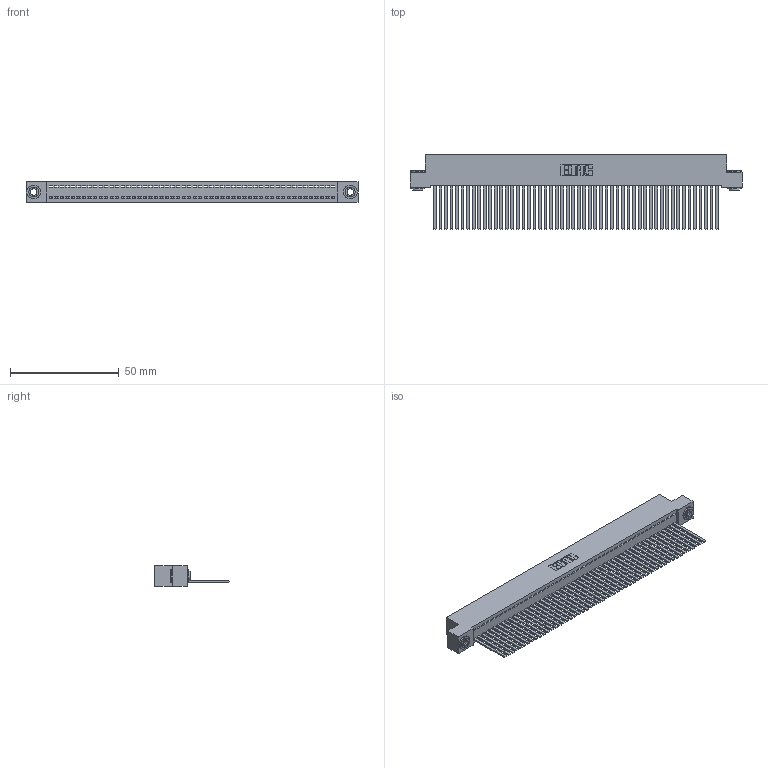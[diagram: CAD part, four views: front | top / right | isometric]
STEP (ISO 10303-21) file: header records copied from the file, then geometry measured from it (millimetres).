
FILE_DESCRIPTION (( 'STEP AP203' ), '1' );
FILE_NAME ('342-052-544-103.STEP', '2018-08-12T22:15:31', ( '' ), ( '' ), 'SwSTEP 2.0', 'SolidWorks 2016', '' );
FILE_SCHEMA (( 'CONFIG_CONTROL_DESIGN' ));
Length unit declared in the file: inch
Products named in the file (4): 342-250-002_345-250-002-102; 342-052-544-103; 342 Part_.156 TH; 345-292-001_345-293-144
Assembly tree (55 placements, depth 2):
  342-052-544-103
    342 Part_.156 TH
    345-292-001_345-293-144  x52
    342-250-002_345-250-002-102  x2
Bounding box: 152.4 x 34.3 x 9.4 mm (x, y, z)
Volume: 14024.3 mm3; surface area: 22720.9 mm2
Topology: 55 solids, 55 shells, 2852 faces, 8591 edges, 5654 vertices
Faces by surface type: plane 2052, cylinder 792, cone 8
Entity records: 30830 total; most frequent: CARTESIAN_POINT 5293, ORIENTED_EDGE 5274, DIRECTION 4475, EDGE_CURVE 2637, VECTOR 2489, LINE 2489, VERTEX_POINT 1754, AXIS2_PLACEMENT_3D 993
